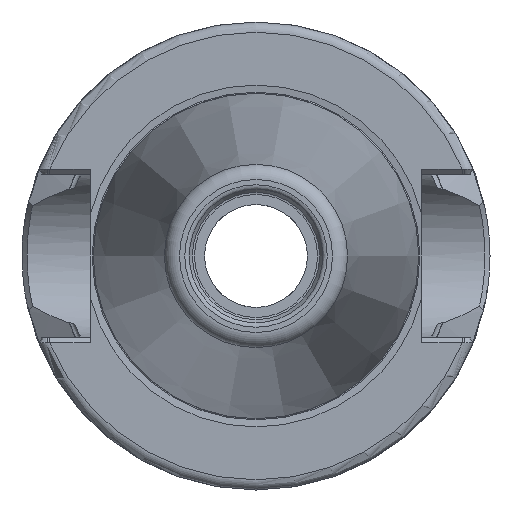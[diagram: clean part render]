
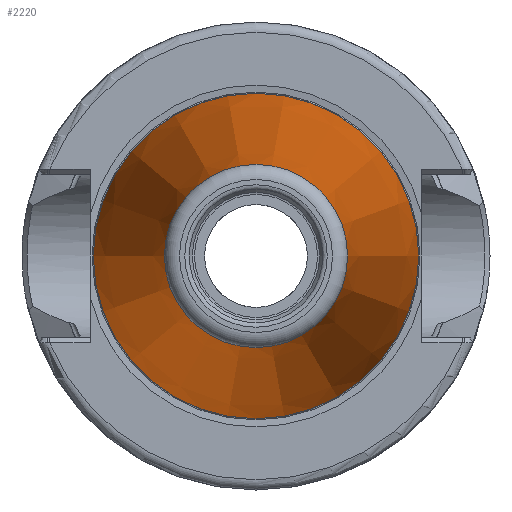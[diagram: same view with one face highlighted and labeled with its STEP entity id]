
A CAD part, left-side view. The second image highlights one B-rep face of the part: STEP entity #2220.
In plain terms, the highlighted conical face has half-angle 8.297 degrees and reference radius 12.502 mm.
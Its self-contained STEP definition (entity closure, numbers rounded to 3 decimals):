
#229=FACE_OUTER_BOUND('',#352,.T.);
#352=EDGE_LOOP('',(#1859,#1860,#1861,#1862,#1863,#1864,#1865));
#510=LINE('',#4418,#604);
#604=VECTOR('',#2978,12.502);
#730=CIRCLE('',#2445,9.004);
#731=CIRCLE('',#2446,9.004);
#732=CIRCLE('',#2447,9.004);
#734=CIRCLE('',#2450,15.999);
#735=CIRCLE('',#2451,15.999);
#968=VERTEX_POINT('',#4406);
#969=VERTEX_POINT('',#4407);
#970=VERTEX_POINT('',#4409);
#971=VERTEX_POINT('',#4414);
#972=VERTEX_POINT('',#4415);
#1283=EDGE_CURVE('',#968,#969,#730,.T.);
#1284=EDGE_CURVE('',#970,#968,#731,.T.);
#1285=EDGE_CURVE('',#969,#970,#732,.T.);
#1287=EDGE_CURVE('',#971,#972,#734,.T.);
#1288=EDGE_CURVE('',#972,#971,#735,.T.);
#1289=EDGE_CURVE('',#972,#970,#510,.T.);
#1859=ORIENTED_EDGE('',*,*,#1287,.F.);
#1860=ORIENTED_EDGE('',*,*,#1288,.F.);
#1861=ORIENTED_EDGE('',*,*,#1289,.T.);
#1862=ORIENTED_EDGE('',*,*,#1284,.T.);
#1863=ORIENTED_EDGE('',*,*,#1283,.T.);
#1864=ORIENTED_EDGE('',*,*,#1285,.T.);
#1865=ORIENTED_EDGE('',*,*,#1289,.F.);
#2134=CONICAL_SURFACE('',#2449,12.502,0.145);
#2220=ADVANCED_FACE('',(#229),#2134,.T.);
#2445=AXIS2_PLACEMENT_3D('',#4408,#2964,#2965);
#2446=AXIS2_PLACEMENT_3D('',#4410,#2966,#2967);
#2447=AXIS2_PLACEMENT_3D('',#4411,#2968,#2969);
#2449=AXIS2_PLACEMENT_3D('',#4413,#2972,#2973);
#2450=AXIS2_PLACEMENT_3D('',#4416,#2974,#2975);
#2451=AXIS2_PLACEMENT_3D('',#4417,#2976,#2977);
#2964=DIRECTION('center_axis',(1.,0.,0.));
#2965=DIRECTION('ref_axis',(0.,0.,-1.));
#2966=DIRECTION('center_axis',(1.,0.,0.));
#2967=DIRECTION('ref_axis',(0.,0.,-1.));
#2968=DIRECTION('center_axis',(1.,0.,0.));
#2969=DIRECTION('ref_axis',(0.,0.,-1.));
#2972=DIRECTION('center_axis',(1.,0.,0.));
#2973=DIRECTION('ref_axis',(0.,1.,0.));
#2974=DIRECTION('center_axis',(1.,0.,0.));
#2975=DIRECTION('ref_axis',(0.,0.,-1.));
#2976=DIRECTION('center_axis',(1.,0.,0.));
#2977=DIRECTION('ref_axis',(0.,0.,-1.));
#2978=DIRECTION('',(-0.99,0.144,0.));
#4406=CARTESIAN_POINT('',(-47.116,9.004,0.));
#4407=CARTESIAN_POINT('',(-47.116,0.,9.004));
#4408=CARTESIAN_POINT('Origin',(-47.116,0.,
0.));
#4409=CARTESIAN_POINT('',(-47.116,-9.004,0.));
#4410=CARTESIAN_POINT('Origin',(-47.116,0.,
0.));
#4411=CARTESIAN_POINT('Origin',(-47.116,0.,
0.));
#4413=CARTESIAN_POINT('Origin',(-23.132,0.,
0.));
#4414=CARTESIAN_POINT('',(0.852,15.999,0.));
#4415=CARTESIAN_POINT('',(0.852,-15.999,0.));
#4416=CARTESIAN_POINT('Origin',(0.852,0.,
0.));
#4417=CARTESIAN_POINT('Origin',(0.852,0.,
0.));
#4418=CARTESIAN_POINT('',(-23.132,-12.502,0.));
